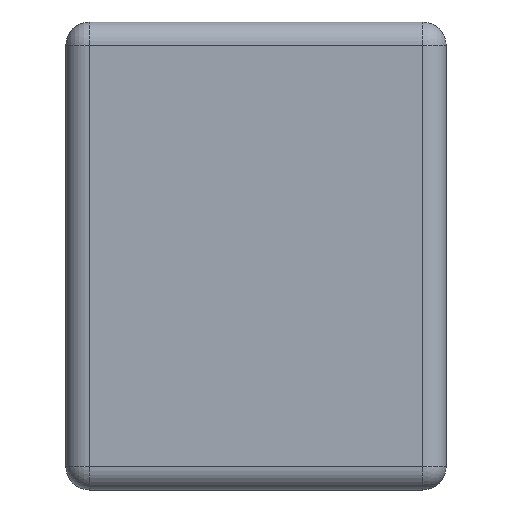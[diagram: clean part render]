
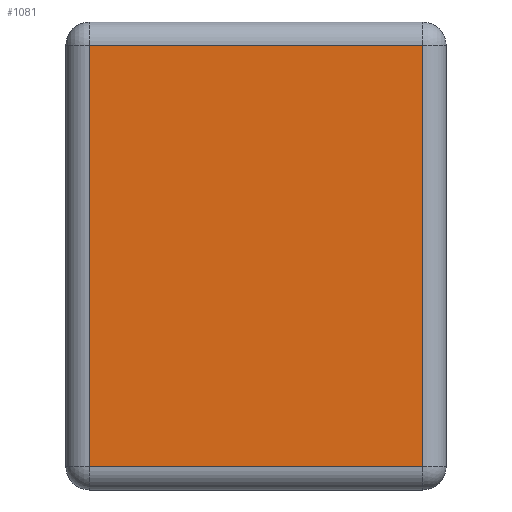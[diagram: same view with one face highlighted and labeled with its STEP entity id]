
A CAD part, left-side view. The second image highlights one B-rep face of the part: STEP entity #1081.
In plain terms, the highlighted planar face has unit normal (-1, 0, 0).
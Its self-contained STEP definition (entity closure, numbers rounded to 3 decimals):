
#69 = FACE_OUTER_BOUND ( 'NONE', #250, .T. ) ;
#87 = VECTOR ( 'NONE', #271, 1000. ) ;
#126 = VERTEX_POINT ( 'NONE', #1277 ) ;
#138 = CARTESIAN_POINT ( 'NONE',  ( -0.8, 0.61, -0.36 ) ) ;
#148 = ORIENTED_EDGE ( 'NONE', *, *, #1025, .T. ) ;
#160 = DIRECTION ( 'NONE',  ( 1., 0., 0. ) ) ;
#193 = LINE ( 'NONE', #290, #1155 ) ;
#250 = EDGE_LOOP ( 'NONE', ( #471, #1254, #377, #148 ) ) ;
#269 = VECTOR ( 'NONE', #963, 1000. ) ;
#271 = DIRECTION ( 'NONE',  ( 0., 0., 1. ) ) ;
#290 = CARTESIAN_POINT ( 'NONE',  ( -0.8, 0.61, -0.4 ) ) ;
#305 = VERTEX_POINT ( 'NONE', #324 ) ;
#324 = CARTESIAN_POINT ( 'NONE',  ( -0.8, 0.04, 0.36 ) ) ;
#329 = CARTESIAN_POINT ( 'NONE',  ( -0.8, 0.65, -0.4 ) ) ;
#341 = AXIS2_PLACEMENT_3D ( 'NONE', #329, #160, #1028 ) ;
#351 = CARTESIAN_POINT ( 'NONE',  ( -0.8, 0.61, 0.36 ) ) ;
#377 = ORIENTED_EDGE ( 'NONE', *, *, #839, .T. ) ;
#425 = VERTEX_POINT ( 'NONE', #351 ) ;
#459 = LINE ( 'NONE', #816, #1233 ) ;
#471 = ORIENTED_EDGE ( 'NONE', *, *, #581, .T. ) ;
#533 = CARTESIAN_POINT ( 'NONE',  ( -0.8, 0.65, -0.36 ) ) ;
#581 = EDGE_CURVE ( 'NONE', #425, #966, #193, .T. ) ;
#765 = EDGE_CURVE ( 'NONE', #966, #126, #1095, .T. ) ;
#816 = CARTESIAN_POINT ( 'NONE',  ( -0.8, 0.65, 0.36 ) ) ;
#839 = EDGE_CURVE ( 'NONE', #126, #305, #997, .T. ) ;
#928 = PLANE ( 'NONE',  #341 ) ;
#963 = DIRECTION ( 'NONE',  ( 0., -1., 0. ) ) ;
#966 = VERTEX_POINT ( 'NONE', #138 ) ;
#992 = DIRECTION ( 'NONE',  ( 0., 0., -1. ) ) ;
#997 = LINE ( 'NONE', #1175, #87 ) ;
#1025 = EDGE_CURVE ( 'NONE', #305, #425, #459, .T. ) ;
#1028 = DIRECTION ( 'NONE',  ( 0., 0., -1. ) ) ;
#1081 = ADVANCED_FACE ( 'NONE', ( #69 ), #928, .F. ) ;
#1095 = LINE ( 'NONE', #533, #269 ) ;
#1155 = VECTOR ( 'NONE', #992, 1000. ) ;
#1175 = CARTESIAN_POINT ( 'NONE',  ( -0.8, 0.04, -0.4 ) ) ;
#1218 = DIRECTION ( 'NONE',  ( 0., 1., 0. ) ) ;
#1233 = VECTOR ( 'NONE', #1218, 1000. ) ;
#1254 = ORIENTED_EDGE ( 'NONE', *, *, #765, .T. ) ;
#1277 = CARTESIAN_POINT ( 'NONE',  ( -0.8, 0.04, -0.36 ) ) ;
